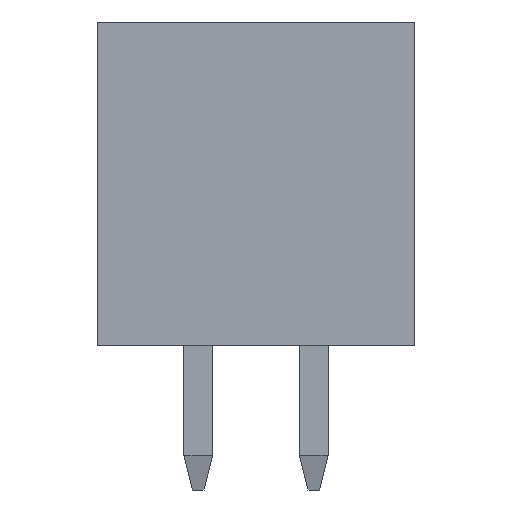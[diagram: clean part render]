
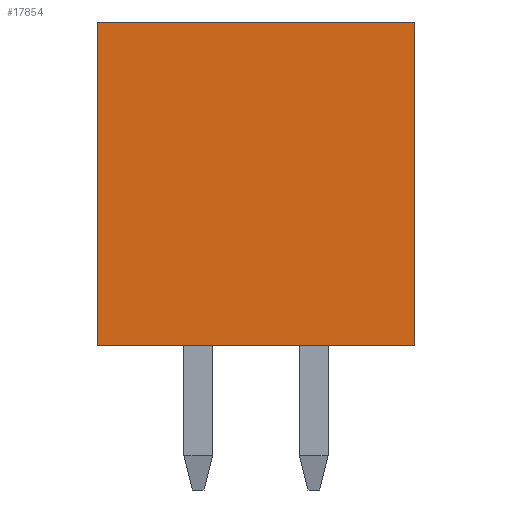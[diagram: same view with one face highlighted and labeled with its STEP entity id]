
A CAD part, front view. The second image highlights one B-rep face of the part: STEP entity #17854.
In plain terms, the highlighted face is planar.
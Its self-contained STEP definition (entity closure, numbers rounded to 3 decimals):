
#1233=ORIENTED_EDGE('',*,*,#4364,.F.);
#1234=ORIENTED_EDGE('',*,*,#4365,.F.);
#1235=ORIENTED_EDGE('',*,*,#4366,.T.);
#1236=ORIENTED_EDGE('',*,*,#4367,.T.);
#4364=EDGE_CURVE('',#5888,#5889,#7212,.T.);
#4365=EDGE_CURVE('',#5890,#5888,#7213,.T.);
#4366=EDGE_CURVE('',#5890,#5891,#7214,.T.);
#4367=EDGE_CURVE('',#5891,#5889,#7215,.T.);
#5888=VERTEX_POINT('',#23989);
#5889=VERTEX_POINT('',#23990);
#5890=VERTEX_POINT('',#23992);
#5891=VERTEX_POINT('',#23994);
#7212=LINE('',#23988,#8984);
#7213=LINE('',#23991,#8985);
#7214=LINE('',#23993,#8986);
#7215=LINE('',#23995,#8987);
#8984=VECTOR('',#20440,1000.);
#8985=VECTOR('',#20441,1000.);
#8986=VECTOR('',#20442,1000.);
#8987=VECTOR('',#20443,1000.);
#10262=EDGE_LOOP('',(#1233,#1234,#1235,#1236));
#11066=FACE_BOUND('',#10262,.T.);
#11844=PLANE('',#18612);
#17854=ADVANCED_FACE('',(#11066),#11844,.T.);
#18612=AXIS2_PLACEMENT_3D('',#23987,#20438,#20439);
#20438=DIRECTION('',(1.,0.,0.));
#20439=DIRECTION('',(0.,0.,-1.));
#20440=DIRECTION('',(0.,0.,-1.));
#20441=DIRECTION('',(0.,1.,0.));
#20442=DIRECTION('',(0.,0.,-1.));
#20443=DIRECTION('',(0.,1.,0.));
#23987=CARTESIAN_POINT('',(16.6,-2.75,2.8));
#23988=CARTESIAN_POINT('',(16.6,2.75,2.8));
#23989=CARTESIAN_POINT('',(16.6,2.75,2.8));
#23990=CARTESIAN_POINT('',(16.6,2.75,-2.8));
#23991=CARTESIAN_POINT('',(16.6,-2.75,2.8));
#23992=CARTESIAN_POINT('',(16.6,-2.75,2.8));
#23993=CARTESIAN_POINT('',(16.6,-2.75,2.8));
#23994=CARTESIAN_POINT('',(16.6,-2.75,-2.8));
#23995=CARTESIAN_POINT('',(16.6,-2.75,-2.8));
